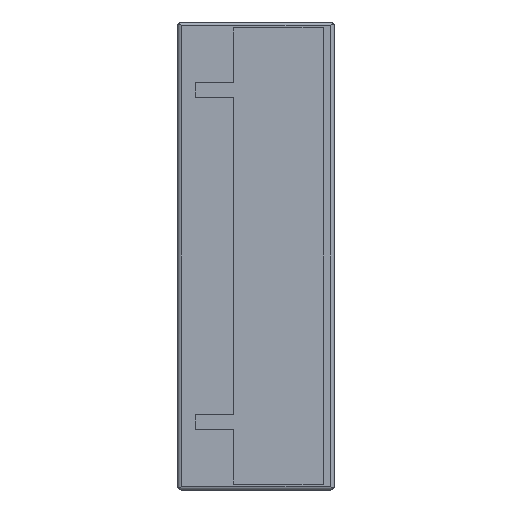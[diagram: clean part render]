
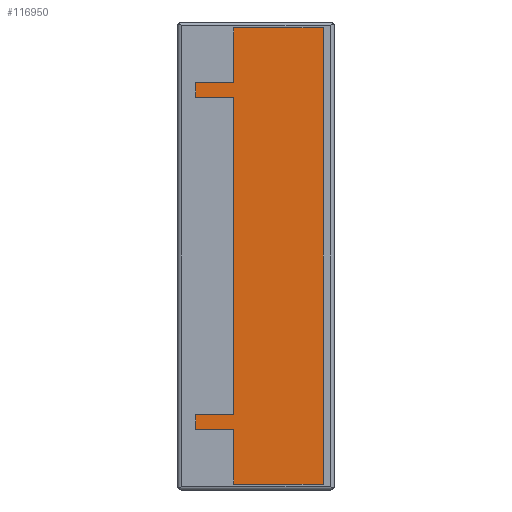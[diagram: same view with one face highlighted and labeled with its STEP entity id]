
A CAD part, left-side view. The second image highlights one B-rep face of the part: STEP entity #116950.
In plain terms, the highlighted face is planar.
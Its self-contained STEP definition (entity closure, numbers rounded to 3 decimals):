
#25580=CARTESIAN_POINT('',(0.8,16.,9.1));
#25590=VERTEX_POINT('',#25580);
#25620=CARTESIAN_POINT('',(0.8,16.,0.));
#25630=DIRECTION('',(0.,0.,-1.));
#25640=VECTOR('',#25630,1.);
#25650=LINE('',#25620,#25640);
#25660=CARTESIAN_POINT('',(0.8,16.,-9.));
#25670=VERTEX_POINT('',#25660);
#25680=EDGE_CURVE('',#25590,#25670,#25650,.T.);
#30710=CARTESIAN_POINT('',(61.96,16.,-9.));
#30720=VERTEX_POINT('',#30710);
#30840=CARTESIAN_POINT('',(15.24,16.,-9.));
#30850=DIRECTION('',(1.,0.,0.));
#30860=VECTOR('',#30850,1.);
#30870=LINE('',#30840,#30860);
#30880=EDGE_CURVE('',#25670,#30720,#30870,.T.);
#116590=CARTESIAN_POINT('',(61.96,16.,9.1));
#116600=VERTEX_POINT('',#116590);
#116630=CARTESIAN_POINT('',(15.24,16.,9.1));
#116640=DIRECTION('',(1.,0.,0.));
#116650=VECTOR('',#116640,1.);
#116660=LINE('',#116630,#116650);
#116670=EDGE_CURVE('',#25590,#116600,#116660,.T.);
#116790=CARTESIAN_POINT('',(17.24,16.,-2.));
#116800=DIRECTION('',(-0.,-1.,-0.));
#116810=DIRECTION('',(-1.,0.,0.));
#116820=AXIS2_PLACEMENT_3D('',#116790,#116800,#116810);
#116830=PLANE('',#116820);
#116840=CARTESIAN_POINT('',(61.96,16.,0.));
#116850=DIRECTION('',(0.,0.,1.));
#116860=VECTOR('',#116850,1.);
#116870=LINE('',#116840,#116860);
#116880=EDGE_CURVE('',#30720,#116600,#116870,.T.);
#116890=ORIENTED_EDGE('',*,*,#116880,.T.);
#116900=ORIENTED_EDGE('',*,*,#30880,.T.);
#116910=ORIENTED_EDGE('',*,*,#25680,.T.);
#116920=ORIENTED_EDGE('',*,*,#116670,.F.);
#116930=EDGE_LOOP('',(#116920,#116910,#116900,#116890));
#116940=FACE_OUTER_BOUND('',#116930,.T.);
#116950=ADVANCED_FACE('',(#116940),#116830,.T.);
